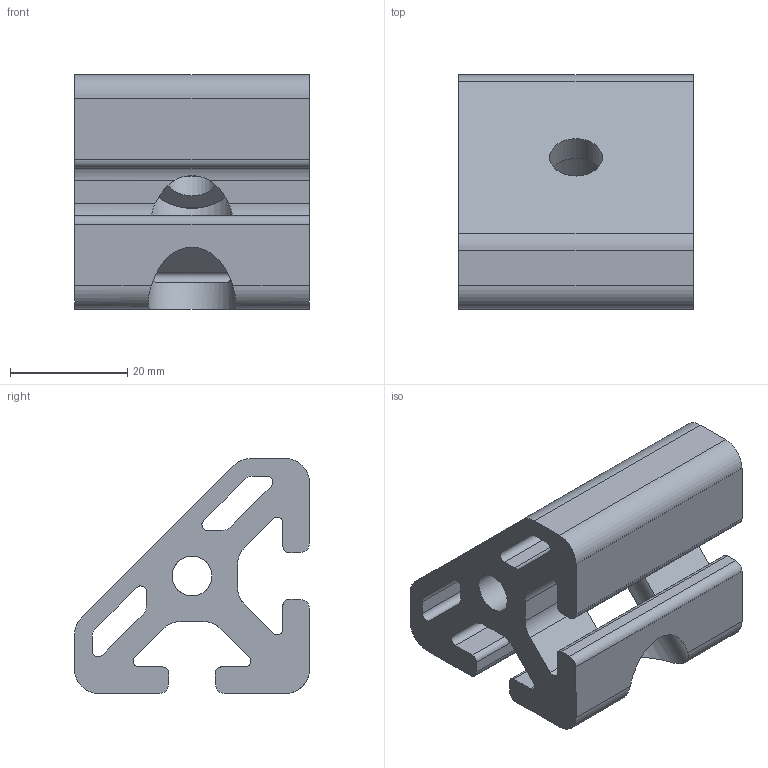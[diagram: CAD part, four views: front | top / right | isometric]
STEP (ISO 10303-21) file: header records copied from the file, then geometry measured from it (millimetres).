
FILE_DESCRIPTION(('STEP AP203'),'1');
FILE_NAME('FIXE08E1851.stp','2023-10-03T09:11:01',(' '),(' '),'Spatial InterOp 3D',' ',' ');
FILE_SCHEMA(('CONFIG_CONTROL_DESIGN'));
Length unit declared in the file: millimetre
Products named in the file (1): Elément d'angle 8 T2-40
Bounding box: 40 x 40 x 40 mm (x, y, z)
Volume: 26227.5 mm3; surface area: 13452.9 mm2
Topology: 1 solids, 1 shells, 76 faces, 244 edges, 163 vertices
Faces by surface type: cylinder 38, plane 38
Full cylindrical faces by diameter (mm): 6.8 x2, 9 x1, 15 x1
Entity records: 3068 total; most frequent: CARTESIAN_POINT 759, ORIENTED_EDGE 468, DIRECTION 444, EDGE_CURVE 234, VERTEX_POINT 158, AXIS2_PLACEMENT_3D 153, LINE 138, VECTOR 138
